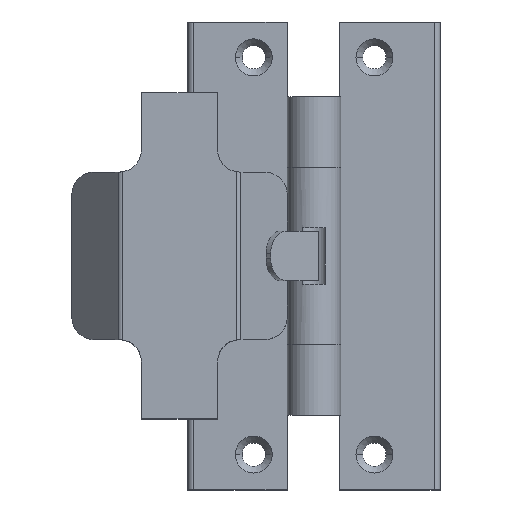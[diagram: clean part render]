
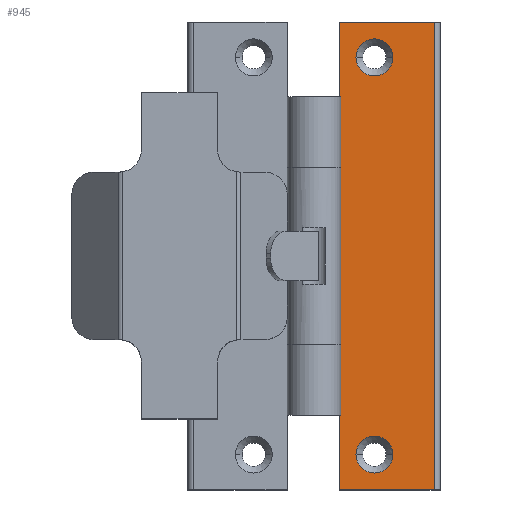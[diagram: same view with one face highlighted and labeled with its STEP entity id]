
A CAD part, top view. The second image highlights one B-rep face of the part: STEP entity #945.
In plain terms, the highlighted planar face has unit normal (0, 0, 1).
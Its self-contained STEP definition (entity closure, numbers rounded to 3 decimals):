
#214=CARTESIAN_POINT('',(1.746,-0.985,0.2));
#215=VERTEX_POINT('',#214);
#224=CARTESIAN_POINT('',(1.335,-0.985,0.2));
#225=VERTEX_POINT('',#224);
#226=CARTESIAN_POINT('',(1.54,-0.985,0.2));
#227=DIRECTION('',(0.0,0.0,-1.0));
#228=DIRECTION('',(1.0,0.0,0.0));
#229=AXIS2_PLACEMENT_3D('',#226,#227,#228);
#230=CIRCLE('',#229,0.206);
#231=EDGE_CURVE('',#225,#215,#230,.T.);
#294=CARTESIAN_POINT('',(1.746,3.425,0.2));
#295=VERTEX_POINT('',#294);
#304=CARTESIAN_POINT('',(1.335,3.425,0.2));
#305=VERTEX_POINT('',#304);
#306=CARTESIAN_POINT('',(1.54,3.425,0.2));
#307=DIRECTION('',(0.0,0.0,-1.0));
#308=DIRECTION('',(1.0,0.0,0.0));
#309=AXIS2_PLACEMENT_3D('',#306,#307,#308);
#310=CIRCLE('',#309,0.206);
#311=EDGE_CURVE('',#305,#295,#310,.T.);
#395=CARTESIAN_POINT('',(1.54,3.425,0.2));
#396=DIRECTION('',(0.0,0.0,-1.0));
#397=DIRECTION('',(1.0,0.0,0.0));
#398=AXIS2_PLACEMENT_3D('',#395,#396,#397);
#399=CIRCLE('',#398,0.206);
#400=EDGE_CURVE('',#295,#305,#399,.T.);
#431=CARTESIAN_POINT('',(1.54,-0.985,0.2));
#432=DIRECTION('',(0.0,0.0,-1.0));
#433=DIRECTION('',(1.0,0.0,0.0));
#434=AXIS2_PLACEMENT_3D('',#431,#432,#433);
#435=CIRCLE('',#434,0.206);
#436=EDGE_CURVE('',#215,#225,#435,.T.);
#448=CARTESIAN_POINT('',(1.149,3.818,0.2));
#449=VERTEX_POINT('',#448);
#464=CARTESIAN_POINT('',(1.149,2.987,0.2));
#465=VERTEX_POINT('',#464);
#472=CARTESIAN_POINT('',(1.149,3.818,0.2));
#473=DIRECTION('',(0.0,-1.0,0.0));
#474=VECTOR('',#473,0.831);
#475=LINE('',#472,#474);
#476=EDGE_CURVE('',#449,#465,#475,.T.);
#486=CARTESIAN_POINT('',(1.149,-1.378,0.2));
#487=VERTEX_POINT('',#486);
#496=CARTESIAN_POINT('',(1.149,-0.547,0.2));
#497=VERTEX_POINT('',#496);
#498=CARTESIAN_POINT('',(1.149,-0.547,0.2));
#499=DIRECTION('',(0.0,-1.0,0.0));
#500=VECTOR('',#499,0.831);
#501=LINE('',#498,#500);
#502=EDGE_CURVE('',#497,#487,#501,.T.);
#527=CARTESIAN_POINT('',(2.207,3.818,0.2));
#528=VERTEX_POINT('',#527);
#529=CARTESIAN_POINT('',(2.207,3.818,0.2));
#530=DIRECTION('',(-1.0,0.0,0.0));
#531=VECTOR('',#530,1.057);
#532=LINE('',#529,#531);
#533=EDGE_CURVE('',#528,#449,#532,.T.);
#635=CARTESIAN_POINT('',(1.149,0.241,0.2));
#636=VERTEX_POINT('',#635);
#637=CARTESIAN_POINT('',(1.149,0.241,0.2));
#638=DIRECTION('',(0.0,-1.0,0.0));
#639=VECTOR('',#638,0.788);
#640=LINE('',#637,#639);
#641=EDGE_CURVE('',#636,#497,#640,.T.);
#683=CARTESIAN_POINT('',(2.207,-1.378,0.2));
#684=VERTEX_POINT('',#683);
#692=CARTESIAN_POINT('',(1.149,-1.378,0.2));
#693=DIRECTION('',(1.0,0.0,0.0));
#694=VECTOR('',#693,1.057);
#695=LINE('',#692,#694);
#696=EDGE_CURVE('',#487,#684,#695,.T.);
#713=CARTESIAN_POINT('',(2.207,3.818,0.2));
#714=DIRECTION('',(0.0,-1.0,0.0));
#715=VECTOR('',#714,5.195);
#716=LINE('',#713,#715);
#717=EDGE_CURVE('',#528,#684,#716,.T.);
#728=CARTESIAN_POINT('',(1.166,2.199,0.2));
#729=VERTEX_POINT('',#728);
#730=CARTESIAN_POINT('',(1.166,0.241,0.2));
#731=VERTEX_POINT('',#730);
#732=CARTESIAN_POINT('',(1.166,2.199,0.2));
#733=DIRECTION('',(0.0,-1.0,0.0));
#734=VECTOR('',#733,1.958);
#735=LINE('',#732,#734);
#736=EDGE_CURVE('',#729,#731,#735,.T.);
#768=CARTESIAN_POINT('',(1.166,0.241,0.2));
#769=DIRECTION('',(-1.0,0.0,0.0));
#770=VECTOR('',#769,0.017);
#771=LINE('',#768,#770);
#772=EDGE_CURVE('',#731,#636,#771,.T.);
#809=CARTESIAN_POINT('',(1.149,2.199,0.2));
#810=VERTEX_POINT('',#809);
#811=CARTESIAN_POINT('',(1.149,2.199,0.2));
#812=DIRECTION('',(1.0,0.0,0.0));
#813=VECTOR('',#812,0.017);
#814=LINE('',#811,#813);
#815=EDGE_CURVE('',#810,#729,#814,.T.);
#881=CARTESIAN_POINT('',(1.149,2.987,0.2));
#882=DIRECTION('',(0.0,-1.0,0.0));
#883=VECTOR('',#882,0.788);
#884=LINE('',#881,#883);
#885=EDGE_CURVE('',#465,#810,#884,.T.);
#920=CARTESIAN_POINT('',(1.74,0.0,0.2));
#921=DIRECTION('',(0.0,0.0,1.0));
#922=DIRECTION('',(-1.0,0.0,0.0));
#923=AXIS2_PLACEMENT_3D('',#920,#921,#922);
#924=PLANE('',#923);
#925=ORIENTED_EDGE('',*,*,#717,.F.);
#926=ORIENTED_EDGE('',*,*,#533,.T.);
#927=ORIENTED_EDGE('',*,*,#476,.T.);
#928=ORIENTED_EDGE('',*,*,#885,.T.);
#929=ORIENTED_EDGE('',*,*,#815,.T.);
#930=ORIENTED_EDGE('',*,*,#736,.T.);
#931=ORIENTED_EDGE('',*,*,#772,.T.);
#932=ORIENTED_EDGE('',*,*,#641,.T.);
#933=ORIENTED_EDGE('',*,*,#502,.T.);
#934=ORIENTED_EDGE('',*,*,#696,.T.);
#935=EDGE_LOOP('',(#925,#926,#927,#928,#929,#930,#931,#932,#933,#934));
#936=FACE_OUTER_BOUND('',#935,.T.);
#937=ORIENTED_EDGE('',*,*,#400,.T.);
#938=ORIENTED_EDGE('',*,*,#311,.T.);
#939=EDGE_LOOP('',(#937,#938));
#940=FACE_BOUND('',#939,.T.);
#941=ORIENTED_EDGE('',*,*,#436,.T.);
#942=ORIENTED_EDGE('',*,*,#231,.T.);
#943=EDGE_LOOP('',(#941,#942));
#944=FACE_BOUND('',#943,.T.);
#945=ADVANCED_FACE('',(#936,#940,#944),#924,.T.);
